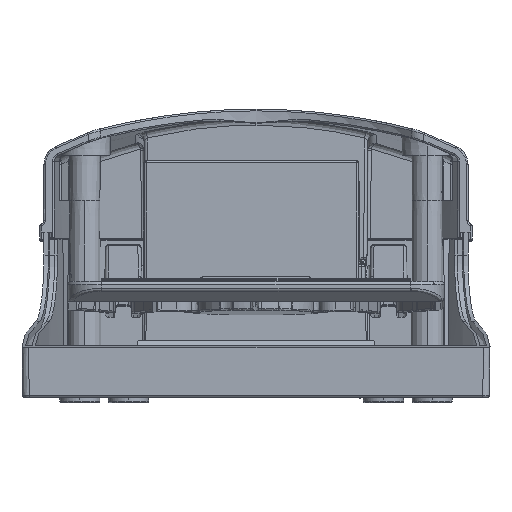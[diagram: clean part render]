
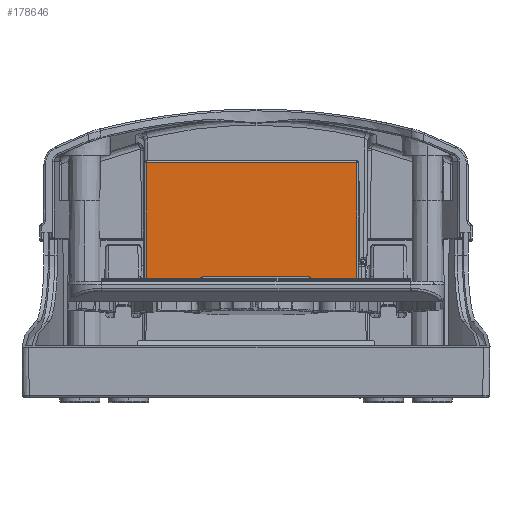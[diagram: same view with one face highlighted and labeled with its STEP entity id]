
A CAD part, left-side view. The second image highlights one B-rep face of the part: STEP entity #178646.
In plain terms, the highlighted planar face has unit normal (-1, 0, -0.009).
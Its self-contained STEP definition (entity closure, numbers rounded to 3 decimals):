
#2110 = DIRECTION ( 'NONE',  ( -0.009, 0., 1. ) ) ;
#13089 = VECTOR ( 'NONE', #183493, 1000. ) ;
#25780 = DIRECTION ( 'NONE',  ( 0.009, 0., -1. ) ) ;
#29012 = CARTESIAN_POINT ( 'NONE',  ( 105.896, -23.622, 69.803 ) ) ;
#44214 = EDGE_CURVE ( 'NONE', #171430, #188572, #119747, .T. ) ;
#48295 = FACE_OUTER_BOUND ( 'NONE', #193392, .T. ) ;
#72913 = EDGE_CURVE ( 'NONE', #188572, #247689, #219042, .T. ) ;
#84456 = EDGE_CURVE ( 'NONE', #199892, #247689, #185827, .T. ) ;
#85255 = EDGE_CURVE ( 'NONE', #171430, #199892, #212463, .T. ) ;
#86417 = CARTESIAN_POINT ( 'NONE',  ( 105.624, -29.964, 100.977 ) ) ;
#95289 = CARTESIAN_POINT ( 'NONE',  ( 105.896, -29.964, 69.803 ) ) ;
#105926 = AXIS2_PLACEMENT_3D ( 'NONE', #212279, #233340, #2110 ) ;
#112352 = ORIENTED_EDGE ( 'NONE', *, *, #44214, .F. ) ;
#117967 = ORIENTED_EDGE ( 'NONE', *, *, #84456, .T. ) ;
#119747 = LINE ( 'NONE', #86417, #195379 ) ;
#128361 = VECTOR ( 'NONE', #218847, 1000. ) ;
#133310 = ORIENTED_EDGE ( 'NONE', *, *, #85255, .T. ) ;
#140951 = CARTESIAN_POINT ( 'NONE',  ( 105.896, 32.702, 69.803 ) ) ;
#153284 = PLANE ( 'NONE',  #105926 ) ;
#157819 = CARTESIAN_POINT ( 'NONE',  ( 106.238, -23.622, 30.646 ) ) ;
#171430 = VERTEX_POINT ( 'NONE', #95289 ) ;
#178646 = ADVANCED_FACE ( 'NONE', ( #48295 ), #153284, .T. ) ;
#183493 = DIRECTION ( 'NONE',  ( 0., 1., 0. ) ) ;
#185827 = LINE ( 'NONE', #236590, #128361 ) ;
#187476 = CARTESIAN_POINT ( 'NONE',  ( 106.238, -29.964, 30.646 ) ) ;
#188572 = VERTEX_POINT ( 'NONE', #187476 ) ;
#193392 = EDGE_LOOP ( 'NONE', ( #117967, #213622, #112352, #133310 ) ) ;
#195379 = VECTOR ( 'NONE', #25780, 1000. ) ;
#199892 = VERTEX_POINT ( 'NONE', #140951 ) ;
#203985 = CARTESIAN_POINT ( 'NONE',  ( 106.238, 32.702, 30.646 ) ) ;
#204036 = VECTOR ( 'NONE', #214336, 1000. ) ;
#212279 = CARTESIAN_POINT ( 'NONE',  ( 105.624, -23.622, 100.977 ) ) ;
#212463 = LINE ( 'NONE', #29012, #13089 ) ;
#213622 = ORIENTED_EDGE ( 'NONE', *, *, #72913, .F. ) ;
#214336 = DIRECTION ( 'NONE',  ( 0., 1., 0. ) ) ;
#218847 = DIRECTION ( 'NONE',  ( 0.009, 0., -1. ) ) ;
#219042 = LINE ( 'NONE', #157819, #204036 ) ;
#233340 = DIRECTION ( 'NONE',  ( -1., 0., -0.009 ) ) ;
#236590 = CARTESIAN_POINT ( 'NONE',  ( 105.624, 32.702, 100.977 ) ) ;
#247689 = VERTEX_POINT ( 'NONE', #203985 ) ;
